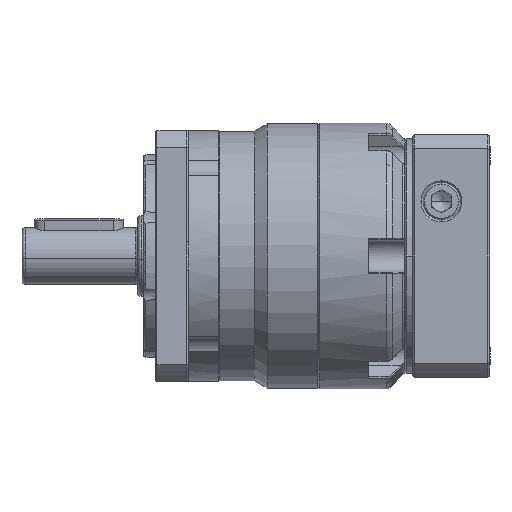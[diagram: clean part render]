
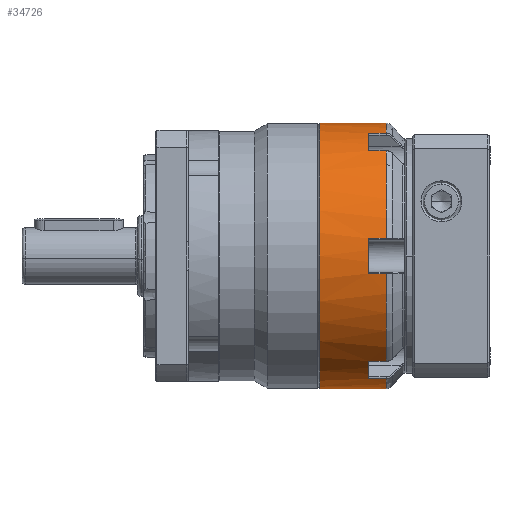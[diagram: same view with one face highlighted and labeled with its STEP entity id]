
A CAD part, front view. The second image highlights one B-rep face of the part: STEP entity #34726.
In plain terms, the highlighted cylindrical face has radius 32.75 mm (diameter 65.5 mm), a partial arc.
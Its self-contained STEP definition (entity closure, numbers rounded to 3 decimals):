
#72 = VERTEX_POINT ( 'NONE', #45375 ) ;
#296 = EDGE_CURVE ( 'NONE', #46411, #51508, #16977, .T. ) ;
#802 = CIRCLE ( 'NONE', #8885, 32.75 ) ;
#1120 = VECTOR ( 'NONE', #31153, 1000. ) ;
#1261 = AXIS2_PLACEMENT_3D ( 'NONE', #31930, #47684, #7928 ) ;
#1334 = VECTOR ( 'NONE', #46195, 1000. ) ;
#1353 = ORIENTED_EDGE ( 'NONE', *, *, #22615, .T. ) ;
#1456 = DIRECTION ( 'NONE',  ( -1., 0., 0. ) ) ;
#3117 = CARTESIAN_POINT ( 'NONE',  ( 0., -32.461, 4.34 ) ) ;
#3276 = CARTESIAN_POINT ( 'NONE',  ( 0.5, 0., 32.75 ) ) ;
#3609 = CARTESIAN_POINT ( 'NONE',  ( 0., 0., -32.75 ) ) ;
#5380 = VERTEX_POINT ( 'NONE', #24967 ) ;
#5439 = ORIENTED_EDGE ( 'NONE', *, *, #48090, .F. ) ;
#5516 = ORIENTED_EDGE ( 'NONE', *, *, #34213, .T. ) ;
#5796 = VECTOR ( 'NONE', #14045, 1000. ) ;
#6157 = DIRECTION ( 'NONE',  ( 1., 0., 0. ) ) ;
#6353 = CARTESIAN_POINT ( 'NONE',  ( 12.5, -32.461, -4.34 ) ) ;
#6575 = ORIENTED_EDGE ( 'NONE', *, *, #296, .T. ) ;
#7389 = AXIS2_PLACEMENT_3D ( 'NONE', #13440, #1456, #29479 ) ;
#7928 = DIRECTION ( 'NONE',  ( 0., 0., -1. ) ) ;
#7990 = VERTEX_POINT ( 'NONE', #45765 ) ;
#8381 = DIRECTION ( 'NONE',  ( -1., 0., 0. ) ) ;
#8458 = DIRECTION ( 'NONE',  ( -1., 0., 0. ) ) ;
#8885 = AXIS2_PLACEMENT_3D ( 'NONE', #29338, #48948, #41426 ) ;
#9031 = ORIENTED_EDGE ( 'NONE', *, *, #23638, .T. ) ;
#9521 = LINE ( 'NONE', #25719, #1334 ) ;
#9573 = VECTOR ( 'NONE', #24805, 1000. ) ;
#11479 = ORIENTED_EDGE ( 'NONE', *, *, #37709, .F. ) ;
#11835 = LINE ( 'NONE', #3117, #1120 ) ;
#12067 = DIRECTION ( 'NONE',  ( -1., 0., 0. ) ) ;
#12070 = EDGE_CURVE ( 'NONE', #28770, #24740, #16523, .T. ) ;
#12317 = AXIS2_PLACEMENT_3D ( 'NONE', #38948, #15047, #43029 ) ;
#12322 = VERTEX_POINT ( 'NONE', #15937 ) ;
#12465 = CARTESIAN_POINT ( 'NONE',  ( 16.921, -32.461, -4.34 ) ) ;
#13440 = CARTESIAN_POINT ( 'NONE',  ( 16.921, 0., 0. ) ) ;
#13510 = VECTOR ( 'NONE', #49350, 1000. ) ;
#14045 = DIRECTION ( 'NONE',  ( -1., 0., 0. ) ) ;
#14081 = ORIENTED_EDGE ( 'NONE', *, *, #50048, .T. ) ;
#14286 = CIRCLE ( 'NONE', #7389, 32.75 ) ;
#15047 = DIRECTION ( 'NONE',  ( -1., 0., 0. ) ) ;
#15086 = VERTEX_POINT ( 'NONE', #24672 ) ;
#15366 = CIRCLE ( 'NONE', #12317, 32.75 ) ;
#15918 = EDGE_CURVE ( 'NONE', #16949, #41404, #15366, .T. ) ;
#15937 = CARTESIAN_POINT ( 'NONE',  ( 12.5, -12.472, -30.282 ) ) ;
#16294 = AXIS2_PLACEMENT_3D ( 'NONE', #17152, #33240, #33061 ) ;
#16296 = EDGE_CURVE ( 'NONE', #32838, #32144, #32187, .T. ) ;
#16523 = LINE ( 'NONE', #21918, #5796 ) ;
#16949 = VERTEX_POINT ( 'NONE', #42365 ) ;
#16977 = CIRCLE ( 'NONE', #43256, 32.75 ) ;
#17152 = CARTESIAN_POINT ( 'NONE',  ( 12.5, 0., 0. ) ) ;
#17378 = CARTESIAN_POINT ( 'NONE',  ( 0., -32.461, -4.34 ) ) ;
#17958 = DIRECTION ( 'NONE',  ( 0., 0., 1. ) ) ;
#18311 = VECTOR ( 'NONE', #28277, 1000. ) ;
#18571 = AXIS2_PLACEMENT_3D ( 'NONE', #29013, #24498, #48629 ) ;
#19199 = VERTEX_POINT ( 'NONE', #51469 ) ;
#20874 = DIRECTION ( 'NONE',  ( 0., 0., 1. ) ) ;
#20982 = EDGE_CURVE ( 'NONE', #15086, #72, #14286, .T. ) ;
#21045 = LINE ( 'NONE', #17378, #13510 ) ;
#21414 = FACE_OUTER_BOUND ( 'NONE', #25763, .T. ) ;
#21467 = CARTESIAN_POINT ( 'NONE',  ( 12.5, 0., 0. ) ) ;
#21471 = VERTEX_POINT ( 'NONE', #6353 ) ;
#21493 = ORIENTED_EDGE ( 'NONE', *, *, #39524, .F. ) ;
#21918 = CARTESIAN_POINT ( 'NONE',  ( 0., 0., 32.75 ) ) ;
#22121 = EDGE_CURVE ( 'NONE', #19199, #21471, #32779, .T. ) ;
#22305 = VERTEX_POINT ( 'NONE', #29891 ) ;
#22615 = EDGE_CURVE ( 'NONE', #5380, #46411, #43931, .T. ) ;
#23638 = EDGE_CURVE ( 'NONE', #19199, #16949, #11835, .T. ) ;
#24498 = DIRECTION ( 'NONE',  ( 1., 0., 0. ) ) ;
#24672 = CARTESIAN_POINT ( 'NONE',  ( 16.921, 0., -32.75 ) ) ;
#24740 = VERTEX_POINT ( 'NONE', #3276 ) ;
#24805 = DIRECTION ( 'NONE',  ( -1., 0., 0. ) ) ;
#24967 = CARTESIAN_POINT ( 'NONE',  ( 12.5, -19.989, -25.942 ) ) ;
#25137 = CYLINDRICAL_SURFACE ( 'NONE', #47160, 32.75 ) ;
#25147 = CARTESIAN_POINT ( 'NONE',  ( 16.921, -12.472, 30.282 ) ) ;
#25448 = DIRECTION ( 'NONE',  ( 1., 0., 0. ) ) ;
#25559 = LINE ( 'NONE', #3609, #29925 ) ;
#25719 = CARTESIAN_POINT ( 'NONE',  ( 0., -12.472, -30.282 ) ) ;
#25763 = EDGE_LOOP ( 'NONE', ( #5439, #44241, #29792, #11479, #1353, #6575, #14081, #38147, #9031, #42871, #44001, #21493, #27974, #5516, #41942, #30989 ) ) ;
#26995 = CIRCLE ( 'NONE', #32900, 32.75 ) ;
#27746 = LINE ( 'NONE', #36880, #9573 ) ;
#27957 = CARTESIAN_POINT ( 'NONE',  ( 16.921, -19.989, -25.942 ) ) ;
#27974 = ORIENTED_EDGE ( 'NONE', *, *, #16296, .T. ) ;
#28277 = DIRECTION ( 'NONE',  ( 1., 0., 0. ) ) ;
#28613 = DIRECTION ( 'NONE',  ( 0., 0., 1. ) ) ;
#28770 = VERTEX_POINT ( 'NONE', #43924 ) ;
#29013 = CARTESIAN_POINT ( 'NONE',  ( 12.5, 0., 0. ) ) ;
#29205 = CARTESIAN_POINT ( 'NONE',  ( 16.921, -19.989, 25.942 ) ) ;
#29338 = CARTESIAN_POINT ( 'NONE',  ( 16.921, 0., 0. ) ) ;
#29479 = DIRECTION ( 'NONE',  ( 0., 0., 1. ) ) ;
#29792 = ORIENTED_EDGE ( 'NONE', *, *, #46165, .T. ) ;
#29891 = CARTESIAN_POINT ( 'NONE',  ( 12.5, -19.989, 25.942 ) ) ;
#29925 = VECTOR ( 'NONE', #12067, 1000. ) ;
#30499 = CIRCLE ( 'NONE', #1261, 32.75 ) ;
#30822 = EDGE_CURVE ( 'NONE', #7990, #24740, #30499, .T. ) ;
#30989 = ORIENTED_EDGE ( 'NONE', *, *, #30822, .F. ) ;
#31153 = DIRECTION ( 'NONE',  ( 1., 0., 0. ) ) ;
#31930 = CARTESIAN_POINT ( 'NONE',  ( 0.5, 0., 0. ) ) ;
#32144 = VERTEX_POINT ( 'NONE', #25147 ) ;
#32187 = LINE ( 'NONE', #49580, #36549 ) ;
#32779 = CIRCLE ( 'NONE', #18571, 32.75 ) ;
#32838 = VERTEX_POINT ( 'NONE', #34379 ) ;
#32900 = AXIS2_PLACEMENT_3D ( 'NONE', #21467, #25448, #17958 ) ;
#33061 = DIRECTION ( 'NONE',  ( 0., 0., 1. ) ) ;
#33240 = DIRECTION ( 'NONE',  ( 1., 0., 0. ) ) ;
#34213 = EDGE_CURVE ( 'NONE', #32144, #28770, #802, .T. ) ;
#34288 = EDGE_CURVE ( 'NONE', #41404, #22305, #27746, .T. ) ;
#34379 = CARTESIAN_POINT ( 'NONE',  ( 12.5, -12.472, 30.282 ) ) ;
#34726 = ADVANCED_FACE ( 'NONE', ( #21414 ), #25137, .T. ) ;
#36163 = CARTESIAN_POINT ( 'NONE',  ( 0., -19.989, -25.942 ) ) ;
#36549 = VECTOR ( 'NONE', #6157, 1000. ) ;
#36756 = CARTESIAN_POINT ( 'NONE',  ( 16.921, 0., 0. ) ) ;
#36880 = CARTESIAN_POINT ( 'NONE',  ( 0., -19.989, 25.942 ) ) ;
#37709 = EDGE_CURVE ( 'NONE', #5380, #12322, #26995, .T. ) ;
#38147 = ORIENTED_EDGE ( 'NONE', *, *, #22121, .F. ) ;
#38948 = CARTESIAN_POINT ( 'NONE',  ( 16.921, 0., 0. ) ) ;
#39524 = EDGE_CURVE ( 'NONE', #32838, #22305, #49663, .T. ) ;
#41404 = VERTEX_POINT ( 'NONE', #29205 ) ;
#41426 = DIRECTION ( 'NONE',  ( 0., 0., 1. ) ) ;
#41942 = ORIENTED_EDGE ( 'NONE', *, *, #12070, .T. ) ;
#42365 = CARTESIAN_POINT ( 'NONE',  ( 16.921, -32.461, 4.34 ) ) ;
#42871 = ORIENTED_EDGE ( 'NONE', *, *, #15918, .T. ) ;
#43029 = DIRECTION ( 'NONE',  ( 0., 0., 1. ) ) ;
#43256 = AXIS2_PLACEMENT_3D ( 'NONE', #36756, #8381, #20874 ) ;
#43924 = CARTESIAN_POINT ( 'NONE',  ( 16.921, 0., 32.75 ) ) ;
#43931 = LINE ( 'NONE', #36163, #18311 ) ;
#44001 = ORIENTED_EDGE ( 'NONE', *, *, #34288, .T. ) ;
#44241 = ORIENTED_EDGE ( 'NONE', *, *, #20982, .T. ) ;
#45375 = CARTESIAN_POINT ( 'NONE',  ( 16.921, -12.472, -30.282 ) ) ;
#45765 = CARTESIAN_POINT ( 'NONE',  ( 0.5, 0., -32.75 ) ) ;
#46165 = EDGE_CURVE ( 'NONE', #72, #12322, #9521, .T. ) ;
#46195 = DIRECTION ( 'NONE',  ( -1., 0., 0. ) ) ;
#46411 = VERTEX_POINT ( 'NONE', #27957 ) ;
#47160 = AXIS2_PLACEMENT_3D ( 'NONE', #48715, #8458, #28613 ) ;
#47684 = DIRECTION ( 'NONE',  ( -1., 0., 0. ) ) ;
#48090 = EDGE_CURVE ( 'NONE', #15086, #7990, #25559, .T. ) ;
#48629 = DIRECTION ( 'NONE',  ( 0., 0., 1. ) ) ;
#48715 = CARTESIAN_POINT ( 'NONE',  ( 0., 0., 0. ) ) ;
#48948 = DIRECTION ( 'NONE',  ( -1., 0., 0. ) ) ;
#49350 = DIRECTION ( 'NONE',  ( -1., 0., 0. ) ) ;
#49580 = CARTESIAN_POINT ( 'NONE',  ( 0., -12.472, 30.282 ) ) ;
#49663 = CIRCLE ( 'NONE', #16294, 32.75 ) ;
#50048 = EDGE_CURVE ( 'NONE', #51508, #21471, #21045, .T. ) ;
#51469 = CARTESIAN_POINT ( 'NONE',  ( 12.5, -32.461, 4.34 ) ) ;
#51508 = VERTEX_POINT ( 'NONE', #12465 ) ;
